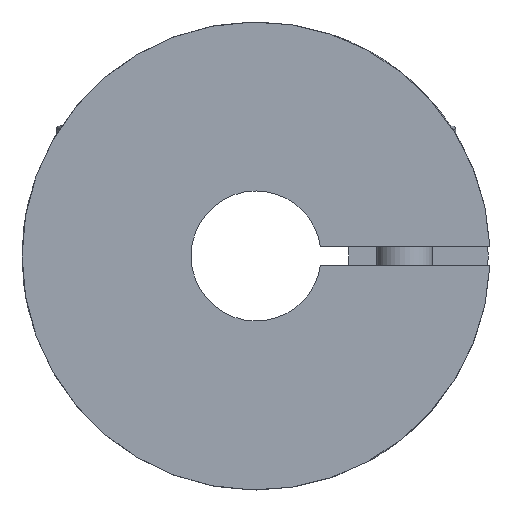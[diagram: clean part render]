
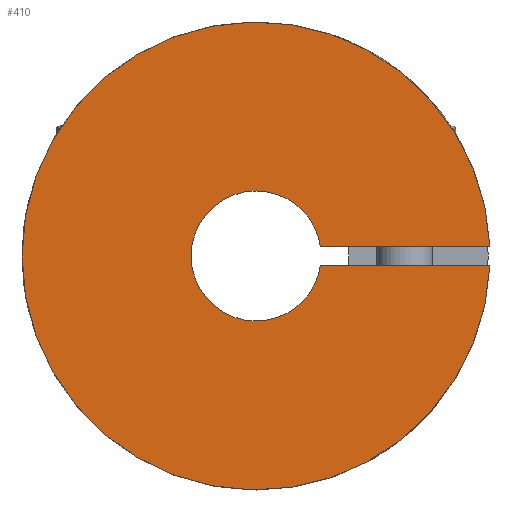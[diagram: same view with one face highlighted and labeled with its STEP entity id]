
A CAD part, left-side view. The second image highlights one B-rep face of the part: STEP entity #410.
In plain terms, the highlighted planar face has unit normal (-1, 0, 0).
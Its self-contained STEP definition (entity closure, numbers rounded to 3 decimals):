
#410=ADVANCED_FACE('NONE',(#805),#806,.F.);
#805=FACE_OUTER_BOUND('',#1198,.T.);
#806=PLANE('',#1199);
#1198=EDGE_LOOP('',(#2164,#2165,#2166,#2167,#2168,#2169,#2170));
#1199=AXIS2_PLACEMENT_3D('',#2171,#2172,#2173);
#2164=ORIENTED_EDGE('',*,*,#2676,.T.);
#2165=ORIENTED_EDGE('',*,*,#2674,.T.);
#2166=ORIENTED_EDGE('',*,*,#2670,.T.);
#2167=ORIENTED_EDGE('',*,*,#2683,.F.);
#2168=ORIENTED_EDGE('',*,*,#2657,.T.);
#2169=ORIENTED_EDGE('',*,*,#2753,.T.);
#2170=ORIENTED_EDGE('',*,*,#2739,.F.);
#2171=CARTESIAN_POINT('',(0.,0.,2.));
#2172=DIRECTION('',(1.0,0.,0.0));
#2173=DIRECTION('',(0.,0.,-1.0));
#2657=EDGE_CURVE('NONE',#3222,#3219,#3223,.T.);
#2670=EDGE_CURVE('',#3240,#3245,#3247,.T.);
#2674=EDGE_CURVE('',#3250,#3240,#3253,.T.);
#2676=EDGE_CURVE('',#3255,#3250,#3256,.T.);
#2683=EDGE_CURVE('NONE',#3222,#3245,#3266,.T.);
#2739=EDGE_CURVE('NONE',#3255,#3357,#3358,.T.);
#2753=EDGE_CURVE('NONE',#3219,#3357,#3374,.T.);
#3219=VERTEX_POINT('',#4144);
#3222=VERTEX_POINT('NONE',#4148);
#3223=CIRCLE('',#4149,12.6);
#3240=VERTEX_POINT('',#4170);
#3245=VERTEX_POINT('',#4176);
#3247=CIRCLE('',#4179,3.5);
#3250=VERTEX_POINT('',#4182);
#3253=CIRCLE('',#4186,3.5);
#3255=VERTEX_POINT('',#4188);
#3256=CIRCLE('',#4189,3.5);
#3266=LINE('',#4201,#4202);
#3357=VERTEX_POINT('NONE',#4337);
#3358=LINE('',#4338,#4339);
#3374=CIRCLE('',#4380,12.6);
#4144=CARTESIAN_POINT('',(0.,12.6,0.));
#4148=CARTESIAN_POINT('',(0.,-12.59,0.5));
#4149=AXIS2_PLACEMENT_3D('',#4822,#4823,#4824);
#4170=CARTESIAN_POINT('',(0.,0.,3.5));
#4176=CARTESIAN_POINT('',(0.0,-3.464,0.5));
#4179=AXIS2_PLACEMENT_3D('',#4846,#4847,#4848);
#4182=CARTESIAN_POINT('',(0.,0.,-3.5));
#4186=AXIS2_PLACEMENT_3D('',#4853,#4854,#4855);
#4188=CARTESIAN_POINT('',(0.0,-3.464,-0.5));
#4189=AXIS2_PLACEMENT_3D('',#4856,#4857,#4858);
#4201=CARTESIAN_POINT('',(0.,-1.287,0.5));
#4202=VECTOR('',#4870,1000.0);
#4337=CARTESIAN_POINT('',(0.,-12.59,-0.5));
#4338=CARTESIAN_POINT('',(0.,-1.287,-0.5));
#4339=VECTOR('',#4954,1000.0);
#4380=AXIS2_PLACEMENT_3D('',#4974,#4975,#4976);
#4822=CARTESIAN_POINT('',(0.0,0.0,0.0));
#4823=DIRECTION('',(-1.0,0.,0.0));
#4824=DIRECTION('',(0.,-1.0,0.));
#4846=CARTESIAN_POINT('',(0.0,0.0,0.0));
#4847=DIRECTION('',(1.0,0.,0.0));
#4848=DIRECTION('',(0.0,0.0,-1.0));
#4853=CARTESIAN_POINT('',(0.0,0.0,0.0));
#4854=DIRECTION('',(1.0,0.,0.0));
#4855=DIRECTION('',(0.0,0.0,-1.0));
#4856=CARTESIAN_POINT('',(0.0,0.0,0.0));
#4857=DIRECTION('',(1.0,0.,0.0));
#4858=DIRECTION('',(0.0,0.0,-1.0));
#4870=DIRECTION('',(0.,1.0,0.));
#4954=DIRECTION('',(0.,-1.0,0.));
#4974=CARTESIAN_POINT('',(0.0,0.0,0.0));
#4975=DIRECTION('',(-1.0,0.,0.0));
#4976=DIRECTION('',(0.,-1.0,0.));
